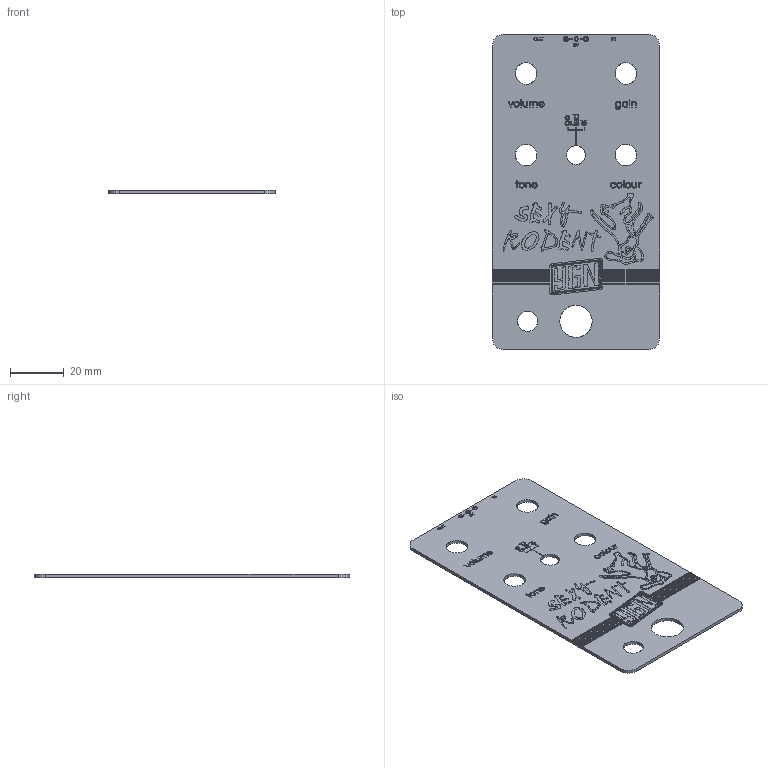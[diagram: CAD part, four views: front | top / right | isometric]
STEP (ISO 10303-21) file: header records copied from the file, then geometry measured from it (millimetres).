
FILE_DESCRIPTION(('FreeCAD Model'),'2;1');
FILE_NAME('Open CASCADE Shape Model','2023-02-03T19:20:08',(''),(''), 'Open CASCADE STEP processor 7.6','FreeCAD','Unknown');
FILE_SCHEMA(('AUTOMOTIVE_DESIGN { 1 0 10303 214 1 1 1 1 }'));
Products named in the file (1): Body
Bounding box: 62 x 117 x 1.2 mm (x, y, z)
Volume: 8103.7 mm3; surface area: 14751.3 mm2
Topology: 1 solids, 1 shells, 1909 faces, 5460 edges, 3640 vertices
Faces by surface type: extrusion 1795, plane 110, cylinder 4
Entity records: 69060 total; most frequent: CARTESIAN_POINT 25765, ORIENTED_EDGE 10920, EDGE_CURVE 5460, B_SPLINE_CURVE_WITH_KNOTS 5305, DIRECTION 3867, VERTEX_POINT 3640, VECTOR 3621, FACE_BOUND 2010
